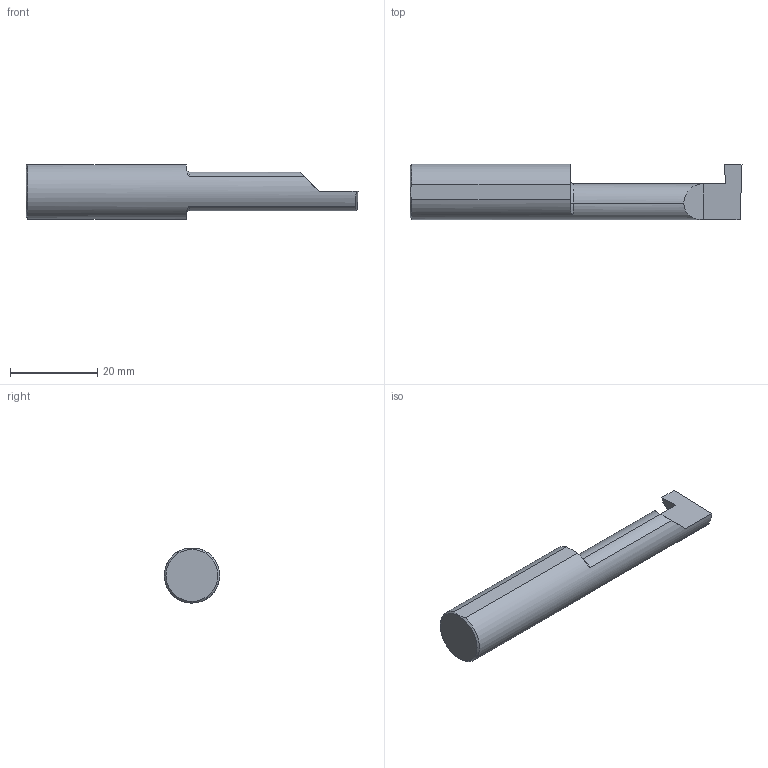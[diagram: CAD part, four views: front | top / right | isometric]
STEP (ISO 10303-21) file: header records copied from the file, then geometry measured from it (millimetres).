
FILE_DESCRIPTION (( 'STEP AP203' ), '1' );
FILE_NAME ('221562-GT156-24.STEP', '2024-07-22T23:13:39', ( '' ), ( '' ), 'SwSTEP 2.0', 'SolidWorks 2024', '' );
FILE_SCHEMA (( 'CONFIG_CONTROL_DESIGN' ));
Length unit declared in the file: inch
Products named in the file (1): 221562-GT156-24
Bounding box: 76.2 x 12.68 x 12.44 mm (x, y, z)
Volume: 6682.7 mm3; surface area: 2763.3 mm2
Topology: 1 solids, 1 shells, 22 faces, 58 edges, 38 vertices
Faces by surface type: plane 13, cylinder 4, torus 3, cone 2
Entity records: 786 total; most frequent: CARTESIAN_POINT 174, ORIENTED_EDGE 116, DIRECTION 108, EDGE_CURVE 58, AXIS2_PLACEMENT_3D 38, VERTEX_POINT 38, LINE 32, VECTOR 32
